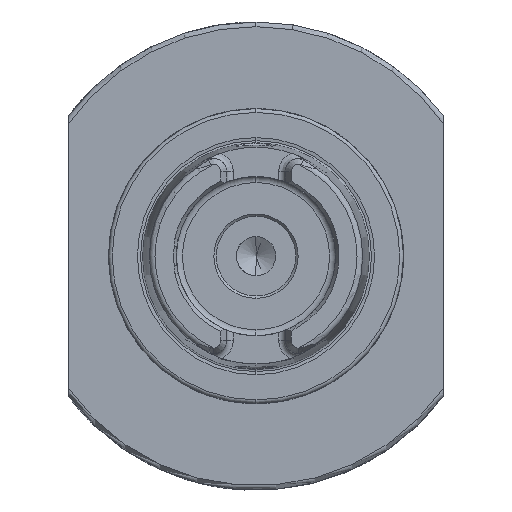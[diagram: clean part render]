
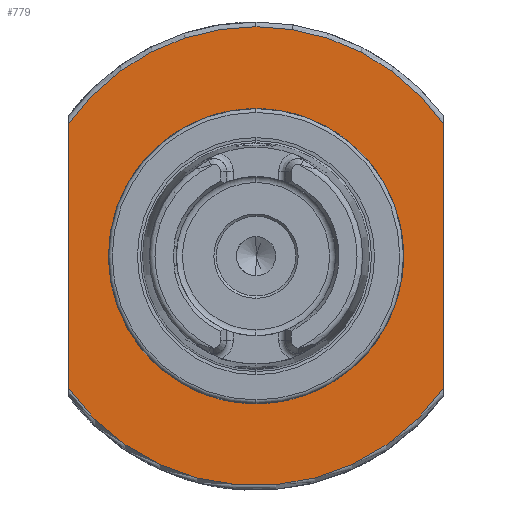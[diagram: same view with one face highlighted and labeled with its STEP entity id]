
A CAD part, left-side view. The second image highlights one B-rep face of the part: STEP entity #779.
In plain terms, the highlighted planar face has unit normal (-1, 0, 0).
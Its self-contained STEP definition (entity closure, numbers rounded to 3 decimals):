
#21 = VECTOR ( 'NONE', #5119, 1000. ) ;
#117 = EDGE_CURVE ( 'NONE', #7795, #4336, #3939, .T. ) ;
#357 = AXIS2_PLACEMENT_3D ( 'NONE', #15634, #7960, #9335 ) ;
#433 = EDGE_CURVE ( 'NONE', #10648, #7907, #15561, .T. ) ;
#675 = AXIS2_PLACEMENT_3D ( 'NONE', #11267, #12439, #6191 ) ;
#779 = ADVANCED_FACE ( 'NONE', ( #14575, #5914 ), #11798, .F. ) ;
#961 = DIRECTION ( 'NONE',  ( 0., 0., -1. ) ) ;
#1886 = ORIENTED_EDGE ( 'NONE', *, *, #8236, .T. ) ;
#2214 = DIRECTION ( 'NONE',  ( -1., 0., 0. ) ) ;
#2363 = EDGE_CURVE ( 'NONE', #4336, #4898, #4457, .T. ) ;
#2686 = CARTESIAN_POINT ( 'NONE',  ( 42., 0., 49. ) ) ;
#3049 = ORIENTED_EDGE ( 'NONE', *, *, #117, .T. ) ;
#3103 = DIRECTION ( 'NONE',  ( 0., 0., -1. ) ) ;
#3579 = DIRECTION ( 'NONE',  ( 0., 0., 1. ) ) ;
#3684 = ORIENTED_EDGE ( 'NONE', *, *, #8204, .T. ) ;
#3939 = LINE ( 'NONE', #12725, #21 ) ;
#4117 = AXIS2_PLACEMENT_3D ( 'NONE', #12422, #11083, #4835 ) ;
#4336 = VERTEX_POINT ( 'NONE', #8524 ) ;
#4457 = CIRCLE ( 'NONE', #8099, 49. ) ;
#4465 = CARTESIAN_POINT ( 'NONE',  ( 42., 0., 0. ) ) ;
#4835 = DIRECTION ( 'NONE',  ( 0., 0., 1. ) ) ;
#4898 = VERTEX_POINT ( 'NONE', #2686 ) ;
#4959 = CARTESIAN_POINT ( 'NONE',  ( 42., 40., 28.302 ) ) ;
#5116 = ORIENTED_EDGE ( 'NONE', *, *, #6570, .T. ) ;
#5119 = DIRECTION ( 'NONE',  ( 0., 0., 1. ) ) ;
#5254 = ORIENTED_EDGE ( 'NONE', *, *, #433, .T. ) ;
#5576 = DIRECTION ( 'NONE',  ( 1., 0., 0. ) ) ;
#5914 = FACE_OUTER_BOUND ( 'NONE', #10636, .T. ) ;
#6191 = DIRECTION ( 'NONE',  ( 0., 0., -1. ) ) ;
#6277 = VECTOR ( 'NONE', #961, 1000. ) ;
#6563 = VERTEX_POINT ( 'NONE', #8223 ) ;
#6570 = EDGE_CURVE ( 'NONE', #7907, #10648, #15239, .T. ) ;
#7064 = EDGE_LOOP ( 'NONE', ( #5116, #5254 ) ) ;
#7467 = LINE ( 'NONE', #15971, #6277 ) ;
#7685 = CARTESIAN_POINT ( 'NONE',  ( 42., 0., -27. ) ) ;
#7795 = VERTEX_POINT ( 'NONE', #16016 ) ;
#7907 = VERTEX_POINT ( 'NONE', #7685 ) ;
#7960 = DIRECTION ( 'NONE',  ( 1., 0., 0. ) ) ;
#8099 = AXIS2_PLACEMENT_3D ( 'NONE', #8457, #2214, #8347 ) ;
#8204 = EDGE_CURVE ( 'NONE', #6563, #7795, #10830, .T. ) ;
#8223 = CARTESIAN_POINT ( 'NONE',  ( 42., 40., -28.302 ) ) ;
#8236 = EDGE_CURVE ( 'NONE', #4898, #15674, #12211, .T. ) ;
#8347 = DIRECTION ( 'NONE',  ( 0., 0., 1. ) ) ;
#8457 = CARTESIAN_POINT ( 'NONE',  ( 42., 0., 0. ) ) ;
#8524 = CARTESIAN_POINT ( 'NONE',  ( 42., -40., 28.302 ) ) ;
#9335 = DIRECTION ( 'NONE',  ( 0., 0., -1. ) ) ;
#9482 = CARTESIAN_POINT ( 'NONE',  ( 42., 0., 27. ) ) ;
#10636 = EDGE_LOOP ( 'NONE', ( #15437, #1886, #13926, #3684, #3049 ) ) ;
#10648 = VERTEX_POINT ( 'NONE', #9482 ) ;
#10830 = CIRCLE ( 'NONE', #12587, 49. ) ;
#11083 = DIRECTION ( 'NONE',  ( -1., 0., 0. ) ) ;
#11267 = CARTESIAN_POINT ( 'NONE',  ( 42., 0., 0. ) ) ;
#11798 = PLANE ( 'NONE',  #357 ) ;
#12211 = CIRCLE ( 'NONE', #4117, 49. ) ;
#12306 = DIRECTION ( 'NONE',  ( -1., 0., 0. ) ) ;
#12422 = CARTESIAN_POINT ( 'NONE',  ( 42., 0., 0. ) ) ;
#12439 = DIRECTION ( 'NONE',  ( 1., 0., 0. ) ) ;
#12560 = AXIS2_PLACEMENT_3D ( 'NONE', #4465, #5576, #3103 ) ;
#12587 = AXIS2_PLACEMENT_3D ( 'NONE', #14895, #12306, #3579 ) ;
#12725 = CARTESIAN_POINT ( 'NONE',  ( 42., -40., 0. ) ) ;
#13926 = ORIENTED_EDGE ( 'NONE', *, *, #15418, .T. ) ;
#14575 = FACE_BOUND ( 'NONE', #7064, .T. ) ;
#14895 = CARTESIAN_POINT ( 'NONE',  ( 42., 0., 0. ) ) ;
#15239 = CIRCLE ( 'NONE', #12560, 27. ) ;
#15418 = EDGE_CURVE ( 'NONE', #15674, #6563, #7467, .T. ) ;
#15437 = ORIENTED_EDGE ( 'NONE', *, *, #2363, .T. ) ;
#15561 = CIRCLE ( 'NONE', #675, 27. ) ;
#15634 = CARTESIAN_POINT ( 'NONE',  ( 42., 4.2, 0. ) ) ;
#15674 = VERTEX_POINT ( 'NONE', #4959 ) ;
#15971 = CARTESIAN_POINT ( 'NONE',  ( 42., 40., 0. ) ) ;
#16016 = CARTESIAN_POINT ( 'NONE',  ( 42., -40., -28.302 ) ) ;
